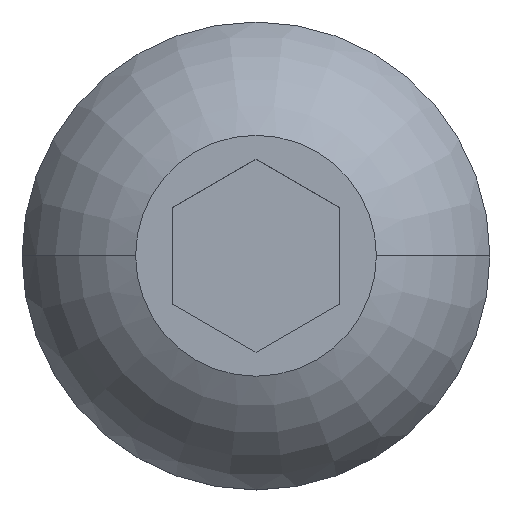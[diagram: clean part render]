
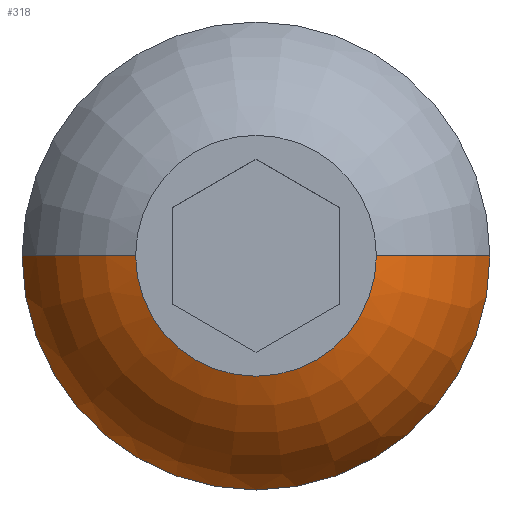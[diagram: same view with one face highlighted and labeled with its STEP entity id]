
A CAD part, top view. The second image highlights one B-rep face of the part: STEP entity #318.
In plain terms, the highlighted toroidal (fillet/blend) face has major radius 1.13 mm and minor radius 6.247 mm.
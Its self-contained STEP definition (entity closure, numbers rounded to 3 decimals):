
#22 = CARTESIAN_POINT ( 'NONE',  ( -1.13, 0., -1.337 ) ) ;
#48 = EDGE_CURVE ( 'NONE', #562, #287, #58, .T. ) ;
#58 = CIRCLE ( 'NONE', #360, 7. ) ;
#65 = DIRECTION ( 'NONE',  ( 0., 0., 1. ) ) ;
#71 = EDGE_LOOP ( 'NONE', ( #636, #162, #231, #359 ) ) ;
#85 = CARTESIAN_POINT ( 'NONE',  ( 0., 0., -1.337 ) ) ;
#89 = DIRECTION ( 'NONE',  ( -1., 0., 0. ) ) ;
#137 = DIRECTION ( 'NONE',  ( 0., 0., -1. ) ) ;
#138 = TOROIDAL_SURFACE ( 'NONE', #152, 1.13, 6.247 ) ;
#152 = AXIS2_PLACEMENT_3D ( 'NONE', #85, #410, #89 ) ;
#159 = CIRCLE ( 'NONE', #190, 6.247 ) ;
#162 = ORIENTED_EDGE ( 'NONE', *, *, #428, .F. ) ;
#180 = EDGE_CURVE ( 'NONE', #411, #287, #367, .T. ) ;
#185 = DIRECTION ( 'NONE',  ( 0., 0., -1. ) ) ;
#190 = AXIS2_PLACEMENT_3D ( 'NONE', #592, #224, #290 ) ;
#224 = DIRECTION ( 'NONE',  ( 0., 1., 0. ) ) ;
#231 = ORIENTED_EDGE ( 'NONE', *, *, #180, .T. ) ;
#243 = DIRECTION ( 'NONE',  ( -1., 0., 0. ) ) ;
#287 = VERTEX_POINT ( 'NONE', #398 ) ;
#290 = DIRECTION ( 'NONE',  ( -1., 0., 0. ) ) ;
#294 = CARTESIAN_POINT ( 'NONE',  ( -3.603, 0., 4.4 ) ) ;
#318 = ADVANCED_FACE ( 'NONE', ( #751 ), #138, .T. ) ;
#321 = DIRECTION ( 'NONE',  ( -1., 0., 0. ) ) ;
#325 = DIRECTION ( 'NONE',  ( 0., -1., 0. ) ) ;
#359 = ORIENTED_EDGE ( 'NONE', *, *, #48, .F. ) ;
#360 = AXIS2_PLACEMENT_3D ( 'NONE', #368, #185, #243 ) ;
#367 = CIRCLE ( 'NONE', #541, 6.247 ) ;
#368 = CARTESIAN_POINT ( 'NONE',  ( 0., 0., 0.8 ) ) ;
#375 = CIRCLE ( 'NONE', #630, 3.603 ) ;
#398 = CARTESIAN_POINT ( 'NONE',  ( -7., 0., 0.8 ) ) ;
#410 = DIRECTION ( 'NONE',  ( 0., 0., -1. ) ) ;
#411 = VERTEX_POINT ( 'NONE', #294 ) ;
#428 = EDGE_CURVE ( 'NONE', #411, #646, #375, .T. ) ;
#529 = CARTESIAN_POINT ( 'NONE',  ( 3.603, 0., 4.4 ) ) ;
#541 = AXIS2_PLACEMENT_3D ( 'NONE', #22, #325, #137 ) ;
#545 = CARTESIAN_POINT ( 'NONE',  ( 0., 0., 4.4 ) ) ;
#562 = VERTEX_POINT ( 'NONE', #645 ) ;
#592 = CARTESIAN_POINT ( 'NONE',  ( 1.13, 0., -1.337 ) ) ;
#630 = AXIS2_PLACEMENT_3D ( 'NONE', #545, #65, #321 ) ;
#636 = ORIENTED_EDGE ( 'NONE', *, *, #728, .F. ) ;
#645 = CARTESIAN_POINT ( 'NONE',  ( 7., 0., 0.8 ) ) ;
#646 = VERTEX_POINT ( 'NONE', #529 ) ;
#728 = EDGE_CURVE ( 'NONE', #646, #562, #159, .T. ) ;
#751 = FACE_OUTER_BOUND ( 'NONE', #71, .T. ) ;
